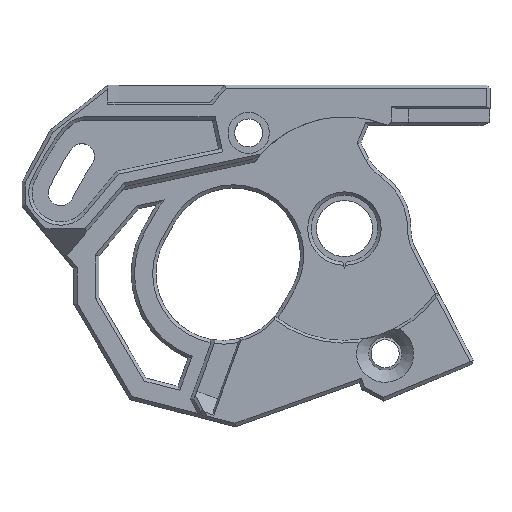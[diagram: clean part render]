
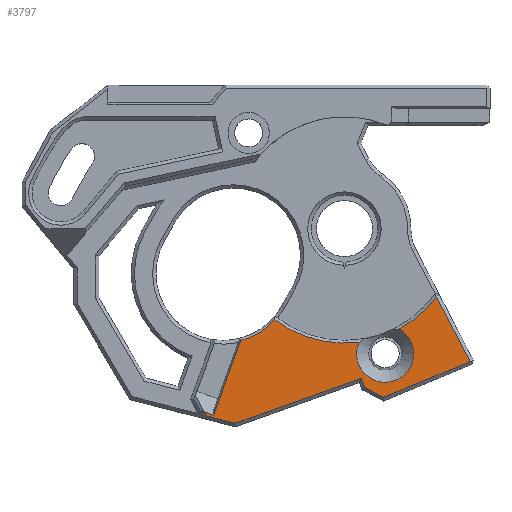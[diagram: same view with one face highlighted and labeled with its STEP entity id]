
A CAD part, top view. The second image highlights one B-rep face of the part: STEP entity #3797.
In plain terms, the highlighted planar face has unit normal (0, 0, 1).
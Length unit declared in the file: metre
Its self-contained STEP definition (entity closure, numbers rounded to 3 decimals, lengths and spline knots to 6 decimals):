
#148=CIRCLE('',#4088,0.013867);
#149=CIRCLE('',#4089,0.003457);
#150=CIRCLE('',#4090,0.013867);
#151=CIRCLE('',#4091,0.008442);
#541=ORIENTED_EDGE('',*,*,#1554,.F.);
#542=ORIENTED_EDGE('',*,*,#1555,.T.);
#543=ORIENTED_EDGE('',*,*,#1556,.T.);
#544=ORIENTED_EDGE('',*,*,#1557,.T.);
#545=ORIENTED_EDGE('',*,*,#1558,.T.);
#546=ORIENTED_EDGE('',*,*,#1559,.F.);
#547=ORIENTED_EDGE('',*,*,#1560,.F.);
#548=ORIENTED_EDGE('',*,*,#1561,.F.);
#549=ORIENTED_EDGE('',*,*,#1562,.F.);
#550=ORIENTED_EDGE('',*,*,#1340,.T.);
#551=ORIENTED_EDGE('',*,*,#1342,.T.);
#552=ORIENTED_EDGE('',*,*,#1346,.T.);
#553=ORIENTED_EDGE('',*,*,#1563,.T.);
#554=ORIENTED_EDGE('',*,*,#1564,.T.);
#1340=EDGE_CURVE('',#1893,#1896,#2230,.T.);
#1342=EDGE_CURVE('',#1896,#1898,#2232,.T.);
#1346=EDGE_CURVE('',#1898,#1900,#2236,.T.);
#1554=EDGE_CURVE('',#2043,#2044,#2396,.T.);
#1555=EDGE_CURVE('',#2043,#2045,#148,.T.);
#1556=EDGE_CURVE('',#2045,#2046,#149,.T.);
#1557=EDGE_CURVE('',#2046,#2047,#150,.T.);
#1558=EDGE_CURVE('',#2047,#2048,#151,.T.);
#1559=EDGE_CURVE('',#2049,#2048,#2397,.T.);
#1560=EDGE_CURVE('',#2050,#2049,#2398,.T.);
#1561=EDGE_CURVE('',#2051,#2050,#2399,.T.);
#1562=EDGE_CURVE('',#1893,#2051,#2400,.T.);
#1563=EDGE_CURVE('',#1900,#2052,#2401,.T.);
#1564=EDGE_CURVE('',#2052,#2044,#2402,.T.);
#1893=VERTEX_POINT('',#5462);
#1896=VERTEX_POINT('',#5467);
#1898=VERTEX_POINT('',#5472);
#1900=VERTEX_POINT('',#5479);
#2043=VERTEX_POINT('',#5905);
#2044=VERTEX_POINT('',#5906);
#2045=VERTEX_POINT('',#5908);
#2046=VERTEX_POINT('',#5910);
#2047=VERTEX_POINT('',#5912);
#2048=VERTEX_POINT('',#5914);
#2049=VERTEX_POINT('',#5916);
#2050=VERTEX_POINT('',#5918);
#2051=VERTEX_POINT('',#5920);
#2052=VERTEX_POINT('',#5923);
#2230=LINE('',#5468,#2662);
#2232=LINE('',#5473,#2664);
#2236=LINE('',#5480,#2668);
#2396=LINE('',#5904,#2828);
#2397=LINE('',#5915,#2829);
#2398=LINE('',#5917,#2830);
#2399=LINE('',#5919,#2831);
#2400=LINE('',#5921,#2832);
#2401=LINE('',#5922,#2833);
#2402=LINE('',#5924,#2834);
#2662=VECTOR('',#4340,1.);
#2664=VECTOR('',#4344,1.);
#2668=VECTOR('',#4350,1.);
#2828=VECTOR('',#4740,1.);
#2829=VECTOR('',#4749,1.);
#2830=VECTOR('',#4750,1.);
#2831=VECTOR('',#4751,1.);
#2832=VECTOR('',#4752,1.);
#2833=VECTOR('',#4753,1.);
#2834=VECTOR('',#4754,1.);
#3146=EDGE_LOOP('',(#541,#542,#543,#544,#545,#546,#547,#548,#549,#550,#551,
#552,#553,#554));
#3391=FACE_BOUND('',#3146,.T.);
#3608=PLANE('',#4087);
#3797=ADVANCED_FACE('',(#3391),#3608,.F.);
#4087=AXIS2_PLACEMENT_3D('',#5903,#4738,#4739);
#4088=AXIS2_PLACEMENT_3D('',#5907,#4741,#4742);
#4089=AXIS2_PLACEMENT_3D('',#5909,#4743,#4744);
#4090=AXIS2_PLACEMENT_3D('',#5911,#4745,#4746);
#4091=AXIS2_PLACEMENT_3D('',#5913,#4747,#4748);
#4340=DIRECTION('',(0.942,0.336,0.));
#4344=DIRECTION('',(0.342,-0.94,0.));
#4350=DIRECTION('',(0.885,-0.465,0.));
#4738=DIRECTION('',(0.,0.,-1.));
#4739=DIRECTION('',(0.,-1.,0.));
#4740=DIRECTION('',(0.998,-0.067,0.));
#4741=DIRECTION('',(0.,0.,-1.));
#4742=DIRECTION('',(-1.,0.,0.));
#4743=DIRECTION('',(0.,0.,-1.));
#4744=DIRECTION('',(-1.,0.,0.));
#4745=DIRECTION('',(0.,0.,-1.));
#4746=DIRECTION('',(-1.,0.,0.));
#4747=DIRECTION('',(0.,0.,-1.));
#4748=DIRECTION('',(-1.,0.,0.));
#4749=DIRECTION('',(0.342,0.94,0.));
#4750=DIRECTION('',(0.94,-0.342,0.));
#4751=DIRECTION('',(-0.465,0.885,0.));
#4752=DIRECTION('',(-0.968,0.251,0.));
#4753=DIRECTION('',(0.924,0.383,0.));
#4754=DIRECTION('',(-0.46,0.888,0.));
#5462=CARTESIAN_POINT('',(0.070342,-0.023577,0.0064));
#5467=CARTESIAN_POINT('',(0.085647,-0.018121,0.0064));
#5468=CARTESIAN_POINT('',(0.080517,-0.01995,0.0064));
#5472=CARTESIAN_POINT('',(0.086045,-0.019216,0.0064));
#5473=CARTESIAN_POINT('',(0.079775,-0.001987,0.0064));
#5479=CARTESIAN_POINT('',(0.088369,-0.020438,0.0064));
#5480=CARTESIAN_POINT('',(0.088535,-0.020525,0.0064));
#5903=CARTESIAN_POINT('',(0.074765,-0.003811,0.0064));
#5904=CARTESIAN_POINT('',(0.074554,-0.006929,0.0064));
#5905=CARTESIAN_POINT('',(0.094704,-0.008289,0.0064));
#5906=CARTESIAN_POINT('',(0.09479,-0.008294,0.0064));
#5907=CARTESIAN_POINT('',(0.083587,0.,0.0064));
#5908=CARTESIAN_POINT('',(0.090258,-0.012157,0.0064));
#5909=CARTESIAN_POINT('',(0.08853,-0.015151,0.0064));
#5910=CARTESIAN_POINT('',(0.085368,-0.013752,0.0064));
#5911=CARTESIAN_POINT('',(0.083587,0.,0.0064));
#5912=CARTESIAN_POINT('',(0.07519,-0.011036,0.0064));
#5913=CARTESIAN_POINT('',(0.06889,-0.005416,0.0064));
#5914=CARTESIAN_POINT('',(0.071046,-0.013578,0.0064));
#5915=CARTESIAN_POINT('',(0.072894,-0.008501,0.0064));
#5916=CARTESIAN_POINT('',(0.067765,-0.022593,0.0064));
#5917=CARTESIAN_POINT('',(0.067496,-0.022496,0.0064));
#5918=CARTESIAN_POINT('',(0.066651,-0.022188,0.0064));
#5919=CARTESIAN_POINT('',(0.063604,-0.016396,0.0064));
#5920=CARTESIAN_POINT('',(0.066914,-0.022689,0.0064));
#5921=CARTESIAN_POINT('',(0.067537,-0.02285,0.0064));
#5922=CARTESIAN_POINT('',(0.082642,-0.022812,0.0064));
#5923=CARTESIAN_POINT('',(0.09883,-0.016101,0.0064));
#5924=CARTESIAN_POINT('',(0.088731,0.003416,0.0064));
